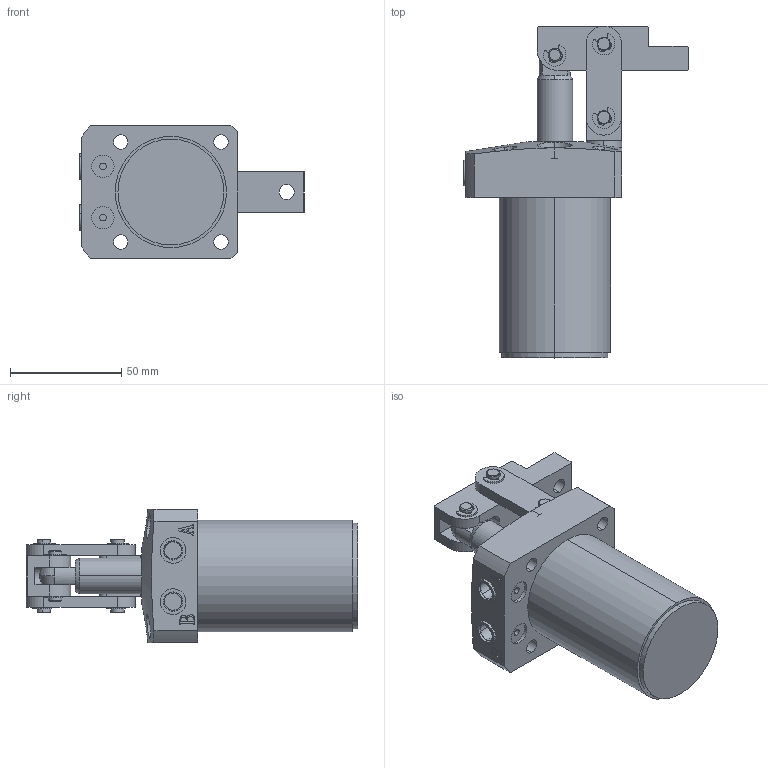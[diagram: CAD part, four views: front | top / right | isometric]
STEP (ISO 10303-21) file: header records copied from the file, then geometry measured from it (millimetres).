
FILE_DESCRIPTION (( 'STEP AP203' ), '1' );
FILE_NAME ('HCL01D-32.STEP', '2020-09-15T07:29:14', ( '微软用户' ), ( '微软中国' ), 'SwSTEP 2.0', 'SolidWorks 2012', '' );
FILE_SCHEMA (( 'CONFIG_CONTROL_DESIGN' ));
Length unit declared in the file: millimetre
Products named in the file (11): HCL01D-32; 25T-黑芛; c-ring external retaining ring_am_B27.8M - 3FM1-6; HCL01D-32酗种; HCL01D-32揤旋; HCL01D-32蟀裝; HCL01D-32傻种; HCL01D-32掛极; HCL01D-32嶺裝; e rings gb_GB_CONNECTING_PIECE_RINGS_HR 5; HCL01D-32盓傅釱
Assembly tree (19 placements, depth 2):
  HCL01D-32
    HCL01D-32掛极
    HCL01D-32傻种
    HCL01D-32蟀裝  x2
    HCL01D-32揤旋
    HCL01D-32酗种  x2
    c-ring external retaining ring_am_B27.8M - 3FM1-6  x2
    25T-黑芛  x2
    HCL01D-32盓傅釱
    HCL01D-32嶺裝
    e rings gb_GB_CONNECTING_PIECE_RINGS_HR 5  x6
Bounding box: 101 x 149 x 60 mm (x, y, z)
Volume: 242325.8 mm3; surface area: 61920 mm2
Topology: 21 solids, 21 shells, 509 faces, 1240 edges, 808 vertices
Faces by surface type: cylinder 256, plane 187, cone 38, bspline 28
Entity records: 12496 total; most frequent: CARTESIAN_POINT 3364, DIRECTION 1673, ORIENTED_EDGE 1544, EDGE_CURVE 772, AXIS2_PLACEMENT_3D 643, VERTEX_POINT 502, EDGE_LOOP 390, VECTOR 387
